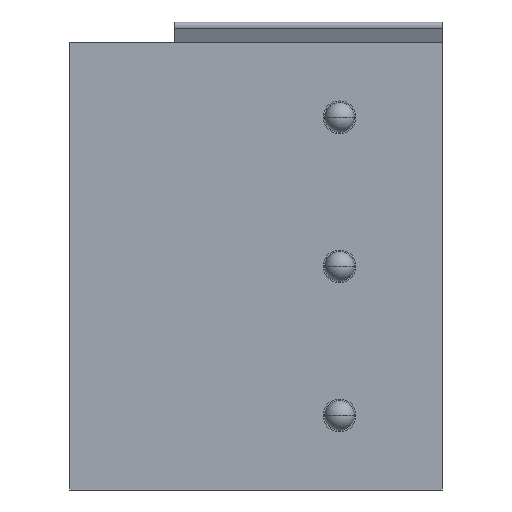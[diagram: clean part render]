
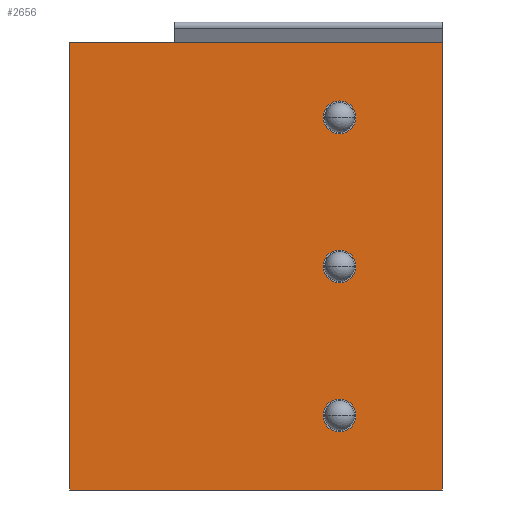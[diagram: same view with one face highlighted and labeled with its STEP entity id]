
A CAD part, left-side view. The second image highlights one B-rep face of the part: STEP entity #2656.
In plain terms, the highlighted planar face has unit normal (-1, 0, 0).
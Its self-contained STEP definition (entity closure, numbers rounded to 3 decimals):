
#77=CARTESIAN_POINT('',(0.,12.5,0.));
#78=VERTEX_POINT('',#77);
#85=CARTESIAN_POINT('',(0.,0.,0.));
#86=VERTEX_POINT('',#85);
#87=CARTESIAN_POINT('',(0.,12.5,0.));
#88=DIRECTION('',(0.,-1.,0.));
#89=VECTOR('',#88,12.5);
#90=LINE('',#87,#89);
#91=EDGE_CURVE('',#78,#86,#90,.T.);
#297=CARTESIAN_POINT('',(0.,0.,-15.));
#298=VERTEX_POINT('',#297);
#299=CARTESIAN_POINT('',(0.,0.,0.));
#300=DIRECTION('',(0.,0.,-1.));
#301=VECTOR('',#300,15.);
#302=LINE('',#299,#301);
#303=EDGE_CURVE('',#86,#298,#302,.T.);
#631=CARTESIAN_POINT('',(0.,12.5,-15.));
#632=VERTEX_POINT('',#631);
#639=CARTESIAN_POINT('',(0.,12.5,-15.));
#640=DIRECTION('',(0.,0.,1.));
#641=VECTOR('',#640,15.);
#642=LINE('',#639,#641);
#643=EDGE_CURVE('',#632,#78,#642,.T.);
#2580=CARTESIAN_POINT('',(0.,12.5,0.));
#2581=DIRECTION('',(0.,-1.,0.));
#2582=DIRECTION('',(-1.,0.,0.));
#2583=AXIS2_PLACEMENT_3D('',#2580,#2582,#2581);
#2584=PLANE('',#2583);
#2585=ORIENTED_EDGE('',*,*,#91,.F.);
#2586=ORIENTED_EDGE('',*,*,#643,.F.);
#2587=CARTESIAN_POINT('',(0.,12.5,-15.));
#2588=DIRECTION('',(0.,-1.,0.));
#2589=VECTOR('',#2588,12.5);
#2590=LINE('',#2587,#2589);
#2591=EDGE_CURVE('',#632,#298,#2590,.T.);
#2592=ORIENTED_EDGE('',*,*,#2591,.T.);
#2593=ORIENTED_EDGE('',*,*,#303,.F.);
#2594=EDGE_LOOP('',(#2585,#2586,#2592,#2593));
#2595=FACE_OUTER_BOUND('',#2594,.T.);
#2596=CARTESIAN_POINT('',(0.,4.,-7.5));
#2597=VERTEX_POINT('',#2596);
#2598=CARTESIAN_POINT('',(0.,2.9,-7.5));
#2599=VERTEX_POINT('',#2598);
#2600=CARTESIAN_POINT('',(0.,3.45,-7.5));
#2601=DIRECTION('',(0.,1.,0.));
#2602=DIRECTION('',(1.,0.,0.));
#2603=AXIS2_PLACEMENT_3D('',#2600,#2602,#2601);
#2604=CIRCLE('',#2603,0.55);
#2605=EDGE_CURVE('',#2597,#2599,#2604,.T.);
#2606=ORIENTED_EDGE('',*,*,#2605,.T.);
#2607=CARTESIAN_POINT('',(0.,3.45,-7.5));
#2608=DIRECTION('',(0.,-1.,0.));
#2609=DIRECTION('',(1.,-0.,0.));
#2610=AXIS2_PLACEMENT_3D('',#2607,#2609,#2608);
#2611=CIRCLE('',#2610,0.55);
#2612=EDGE_CURVE('',#2599,#2597,#2611,.T.);
#2613=ORIENTED_EDGE('',*,*,#2612,.T.);
#2614=EDGE_LOOP('',(#2606,#2613));
#2615=FACE_BOUND('',#2614,.T.);
#2616=CARTESIAN_POINT('',(0.,4.,-2.5));
#2617=VERTEX_POINT('',#2616);
#2618=CARTESIAN_POINT('',(0.,2.9,-2.5));
#2619=VERTEX_POINT('',#2618);
#2620=CARTESIAN_POINT('',(0.,3.45,-2.5));
#2621=DIRECTION('',(0.,1.,0.));
#2622=DIRECTION('',(1.,0.,0.));
#2623=AXIS2_PLACEMENT_3D('',#2620,#2622,#2621);
#2624=CIRCLE('',#2623,0.55);
#2625=EDGE_CURVE('',#2617,#2619,#2624,.T.);
#2626=ORIENTED_EDGE('',*,*,#2625,.T.);
#2627=CARTESIAN_POINT('',(0.,3.45,-2.5));
#2628=DIRECTION('',(0.,-1.,0.));
#2629=DIRECTION('',(1.,-0.,0.));
#2630=AXIS2_PLACEMENT_3D('',#2627,#2629,#2628);
#2631=CIRCLE('',#2630,0.55);
#2632=EDGE_CURVE('',#2619,#2617,#2631,.T.);
#2633=ORIENTED_EDGE('',*,*,#2632,.T.);
#2634=EDGE_LOOP('',(#2626,#2633));
#2635=FACE_BOUND('',#2634,.T.);
#2636=CARTESIAN_POINT('',(0.,4.,-12.5));
#2637=VERTEX_POINT('',#2636);
#2638=CARTESIAN_POINT('',(0.,2.9,-12.5));
#2639=VERTEX_POINT('',#2638);
#2640=CARTESIAN_POINT('',(0.,3.45,-12.5));
#2641=DIRECTION('',(0.,1.,0.));
#2642=DIRECTION('',(1.,0.,0.));
#2643=AXIS2_PLACEMENT_3D('',#2640,#2642,#2641);
#2644=CIRCLE('',#2643,0.55);
#2645=EDGE_CURVE('',#2637,#2639,#2644,.T.);
#2646=ORIENTED_EDGE('',*,*,#2645,.T.);
#2647=CARTESIAN_POINT('',(0.,3.45,-12.5));
#2648=DIRECTION('',(0.,-1.,0.));
#2649=DIRECTION('',(1.,-0.,0.));
#2650=AXIS2_PLACEMENT_3D('',#2647,#2649,#2648);
#2651=CIRCLE('',#2650,0.55);
#2652=EDGE_CURVE('',#2639,#2637,#2651,.T.);
#2653=ORIENTED_EDGE('',*,*,#2652,.T.);
#2654=EDGE_LOOP('',(#2646,#2653));
#2655=FACE_BOUND('',#2654,.T.);
#2656=ADVANCED_FACE('',(#2595,#2615,#2635,#2655),#2584,.T.);
